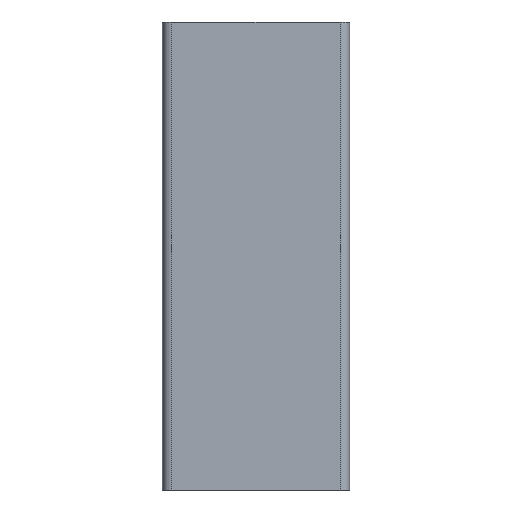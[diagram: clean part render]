
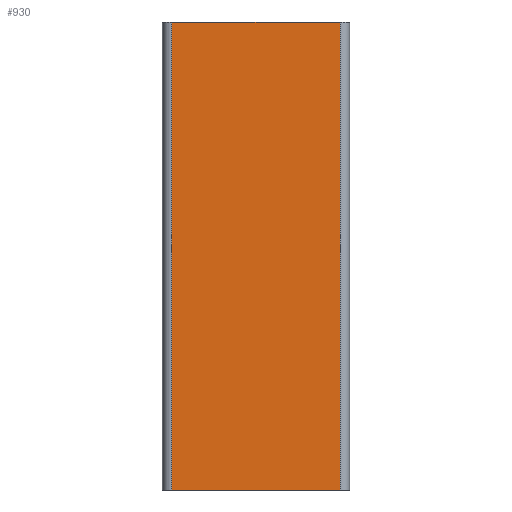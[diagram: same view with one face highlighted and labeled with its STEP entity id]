
A CAD part, left-side view. The second image highlights one B-rep face of the part: STEP entity #930.
In plain terms, the highlighted planar face has unit normal (-1, 0, 0).
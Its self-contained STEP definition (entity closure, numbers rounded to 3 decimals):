
#97=LINE('',#1541,#189);
#102=LINE('',#1555,#194);
#103=LINE('',#1559,#195);
#104=LINE('',#1560,#196);
#189=VECTOR('',#1262,36.);
#194=VECTOR('',#1277,100.);
#195=VECTOR('',#1282,100.);
#196=VECTOR('',#1283,36.);
#222=PLANE('',#1019);
#274=FACE_OUTER_BOUND('',#325,.T.);
#325=EDGE_LOOP('',(#806,#807,#808,#809));
#457=VERTEX_POINT('',#1538);
#458=VERTEX_POINT('',#1540);
#462=VERTEX_POINT('',#1554);
#463=VERTEX_POINT('',#1558);
#584=EDGE_CURVE('',#458,#457,#97,.T.);
#591=EDGE_CURVE('',#462,#458,#102,.T.);
#593=EDGE_CURVE('',#463,#457,#103,.T.);
#594=EDGE_CURVE('',#462,#463,#104,.T.);
#806=ORIENTED_EDGE('',*,*,#584,.T.);
#807=ORIENTED_EDGE('',*,*,#593,.F.);
#808=ORIENTED_EDGE('',*,*,#594,.F.);
#809=ORIENTED_EDGE('',*,*,#591,.T.);
#930=ADVANCED_FACE('',(#274),#222,.T.);
#1019=AXIS2_PLACEMENT_3D('',#1557,#1280,#1281);
#1262=DIRECTION('',(0.,1.,0.));
#1277=DIRECTION('',(0.,0.,1.));
#1280=DIRECTION('center_axis',(-1.,0.,0.));
#1281=DIRECTION('ref_axis',(0.,-1.,0.));
#1282=DIRECTION('',(0.,0.,1.));
#1283=DIRECTION('',(0.,1.,0.));
#1538=CARTESIAN_POINT('',(-10.,18.,100.));
#1540=CARTESIAN_POINT('',(-10.,-18.,100.));
#1541=CARTESIAN_POINT('',(-10.,9.,100.));
#1554=CARTESIAN_POINT('',(-10.,-18.,0.));
#1555=CARTESIAN_POINT('',(-10.,-18.,0.));
#1557=CARTESIAN_POINT('Origin',(-10.,18.,0.));
#1558=CARTESIAN_POINT('',(-10.,18.,0.));
#1559=CARTESIAN_POINT('',(-10.,18.,0.));
#1560=CARTESIAN_POINT('',(-10.,9.,0.));
